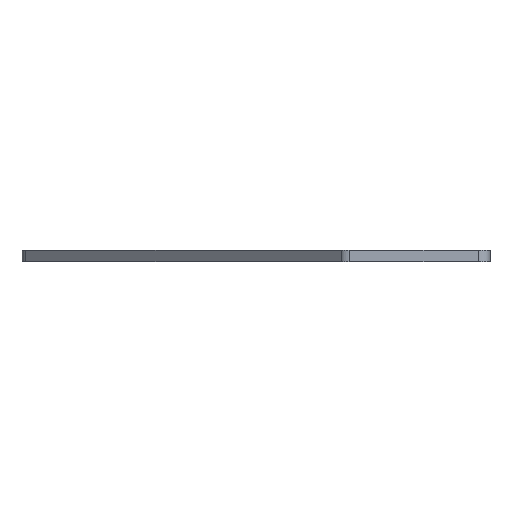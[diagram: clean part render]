
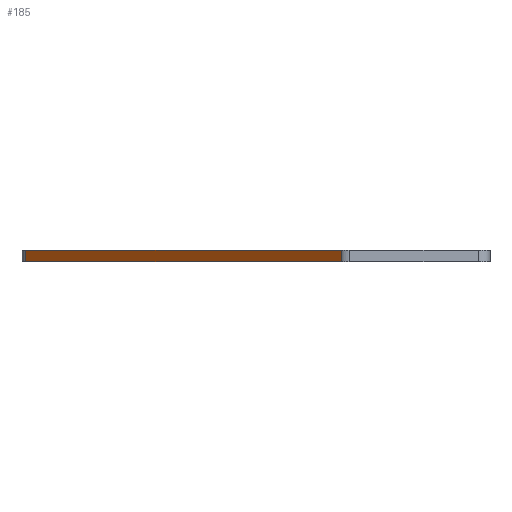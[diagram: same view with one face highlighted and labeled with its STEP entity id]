
A CAD part, left-side view. The second image highlights one B-rep face of the part: STEP entity #185.
In plain terms, the highlighted planar face has unit normal (-0.724, 0.69, 0).
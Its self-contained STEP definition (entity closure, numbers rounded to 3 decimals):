
#4 = PLANE ( 'NONE',  #739 ) ;
#22 = VERTEX_POINT ( 'NONE', #709 ) ;
#56 = DIRECTION ( 'NONE',  ( -0.69, -0.724, 0. ) ) ;
#83 = VECTOR ( 'NONE', #193, 1000. ) ;
#85 = DIRECTION ( 'NONE',  ( -0.724, 0.69, 0. ) ) ;
#110 = ORIENTED_EDGE ( 'NONE', *, *, #343, .T. ) ;
#118 = CARTESIAN_POINT ( 'NONE',  ( -20.03, 121.069, 0. ) ) ;
#137 = ORIENTED_EDGE ( 'NONE', *, *, #609, .T. ) ;
#185 = ADVANCED_FACE ( 'NONE', ( #1059 ), #4, .T. ) ;
#193 = DIRECTION ( 'NONE',  ( 0., 0., 1. ) ) ;
#280 = CARTESIAN_POINT ( 'NONE',  ( -97.172, 40.069, 0. ) ) ;
#343 = EDGE_CURVE ( 'NONE', #451, #22, #924, .T. ) ;
#451 = VERTEX_POINT ( 'NONE', #280 ) ;
#473 = CARTESIAN_POINT ( 'NONE',  ( -19.143, 122., 0. ) ) ;
#587 = DIRECTION ( 'NONE',  ( -0.69, -0.724, 0. ) ) ;
#595 = DIRECTION ( 'NONE',  ( -0.69, -0.724, 0. ) ) ;
#609 = EDGE_CURVE ( 'NONE', #983, #811, #981, .T. ) ;
#635 = VECTOR ( 'NONE', #998, 1000. ) ;
#667 = CARTESIAN_POINT ( 'NONE',  ( -20.03, 121.069, 0. ) ) ;
#674 = ORIENTED_EDGE ( 'NONE', *, *, #729, .F. ) ;
#702 = LINE ( 'NONE', #1002, #889 ) ;
#709 = CARTESIAN_POINT ( 'NONE',  ( -97.172, 40.069, 3. ) ) ;
#714 = ORIENTED_EDGE ( 'NONE', *, *, #920, .T. ) ;
#716 = CARTESIAN_POINT ( 'NONE',  ( -20.03, 121.069, 3. ) ) ;
#719 = LINE ( 'NONE', #473, #890 ) ;
#729 = EDGE_CURVE ( 'NONE', #983, #22, #702, .T. ) ;
#739 = AXIS2_PLACEMENT_3D ( 'NONE', #909, #85, #587 ) ;
#811 = VERTEX_POINT ( 'NONE', #118 ) ;
#864 = EDGE_LOOP ( 'NONE', ( #714, #110, #674, #137 ) ) ;
#889 = VECTOR ( 'NONE', #595, 1000. ) ;
#890 = VECTOR ( 'NONE', #56, 1000. ) ;
#909 = CARTESIAN_POINT ( 'NONE',  ( -19.143, 122., 0. ) ) ;
#920 = EDGE_CURVE ( 'NONE', #811, #451, #719, .T. ) ;
#924 = LINE ( 'NONE', #939, #83 ) ;
#939 = CARTESIAN_POINT ( 'NONE',  ( -97.172, 40.069, 0. ) ) ;
#981 = LINE ( 'NONE', #667, #635 ) ;
#983 = VERTEX_POINT ( 'NONE', #716 ) ;
#998 = DIRECTION ( 'NONE',  ( 0., 0., -1. ) ) ;
#1002 = CARTESIAN_POINT ( 'NONE',  ( -19.143, 122., 3. ) ) ;
#1059 = FACE_OUTER_BOUND ( 'NONE', #864, .T. ) ;
